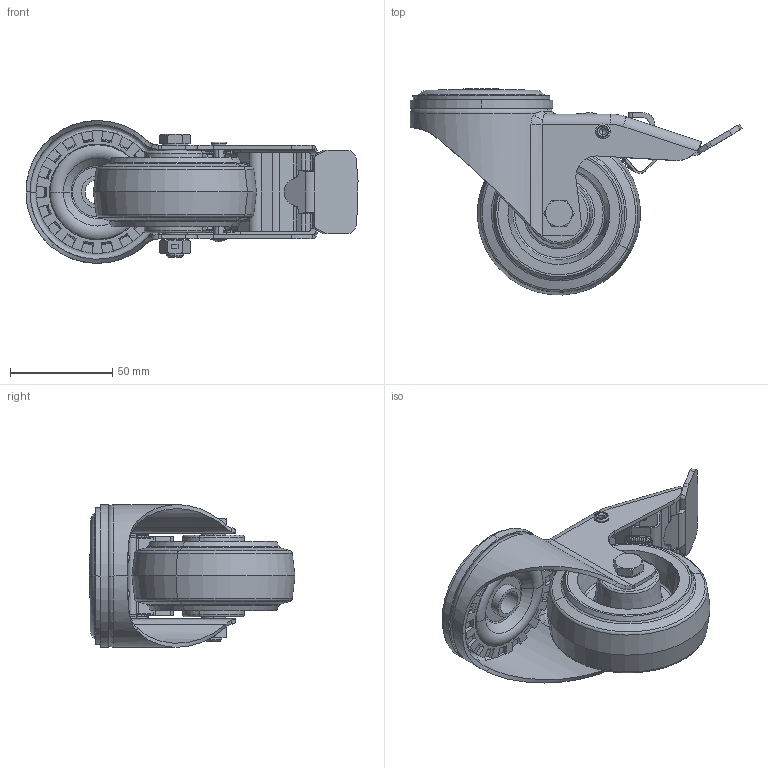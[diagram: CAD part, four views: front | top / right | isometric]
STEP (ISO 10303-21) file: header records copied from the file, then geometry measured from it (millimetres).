
FILE_DESCRIPTION (( 'STEP AP214' ), '1' );
FILE_NAME ('0055790.step', '2023-11-30T12:13:19', ( '' ), ( '' ), 'SwSTEP 2.0', 'SolidWorks 2020', '' );
FILE_SCHEMA (( 'AUTOMOTIVE_DESIGN' ));
Length unit declared in the file: millimetre
Products named in the file (1): 0055790
Bounding box: 162.71 x 100.96 x 70 mm (x, y, z)
Volume: 197115.9 mm3; surface area: 103718.5 mm2
Topology: 8 solids, 10 shells, 1183 faces, 3059 edges, 1890 vertices
Faces by surface type: plane 384, cylinder 332, bspline 214, torus 153, cone 96, sphere 4
Entity records: 60445 total; most frequent: CARTESIAN_POINT 19680, ORIENTED_EDGE 6082, DIRECTION 5531, EDGE_CURVE 3041, AXIS2_PLACEMENT_3D 2140, VERTEX_POINT 1890, VECTOR 1251, LINE 1251
